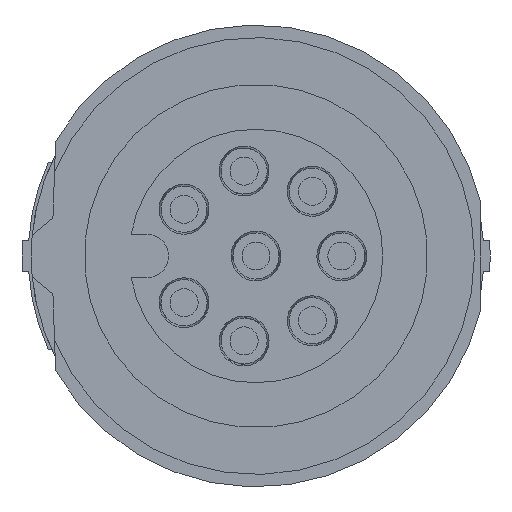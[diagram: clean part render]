
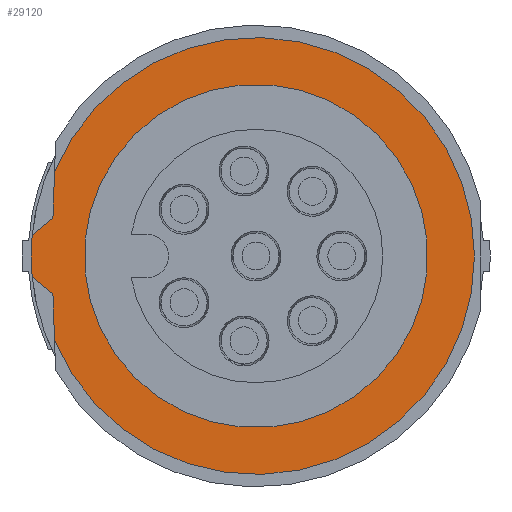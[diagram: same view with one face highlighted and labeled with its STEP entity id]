
A CAD part, left-side view. The second image highlights one B-rep face of the part: STEP entity #29120.
In plain terms, the highlighted planar face has unit normal (-1, 0, 0).
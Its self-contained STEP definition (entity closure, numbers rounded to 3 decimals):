
#25740=CARTESIAN_POINT('',(-43.21,7.2,
0.));
#25750=VERTEX_POINT('',#25740);
#25780=CARTESIAN_POINT('',(-43.21,0.,
0.));
#25790=DIRECTION('',(1.,0.,0.));
#25800=DIRECTION('',(0.,1.,0.));
#25810=AXIS2_PLACEMENT_3D('',#25780,#25790,#25800);
#25820=CIRCLE('',#25810,7.2);
#25830=CARTESIAN_POINT('',(-43.21,7.168,
-0.675));
#25840=VERTEX_POINT('',#25830);
#25850=EDGE_CURVE('',#25840,#25750,#25820,.T.);
#28200=CARTESIAN_POINT('',(-43.21,6.455,
2.708));
#28210=VERTEX_POINT('',#28200);
#28240=CARTESIAN_POINT('',(-43.21,6.081,
13.419));
#28250=DIRECTION('',(0.,0.035,
-0.999));
#28260=VECTOR('',#28250,1.);
#28270=LINE('',#28240,#28260);
#28280=CARTESIAN_POINT('',(-43.21,6.507,
1.21));
#28290=VERTEX_POINT('',#28280);
#28300=EDGE_CURVE('',#28210,#28290,#28270,.T.);
#28550=CARTESIAN_POINT('',(-43.21,4.446,
4.393));
#28560=DIRECTION('',(-1.,0.,0.));
#28570=DIRECTION('',(0.,-0.711,
-0.703));
#28580=AXIS2_PLACEMENT_3D('',#28550,#28560,#28570);
#28590=PLANE('',#28580);
#28600=CARTESIAN_POINT('',(-43.21,0.,
0.));
#28610=DIRECTION('',(-1.,0.,0.));
#28620=DIRECTION('',(0.,0.707,
-0.707));
#28630=AXIS2_PLACEMENT_3D('',#28600,#28610,#28620);
#28640=CIRCLE('',#28630,5.5);
#28650=CARTESIAN_POINT('',(-43.21,3.889,
-3.889));
#28660=VERTEX_POINT('',#28650);
#28670=CARTESIAN_POINT('',(-43.21,-3.889,
3.889));
#28680=VERTEX_POINT('',#28670);
#28690=EDGE_CURVE('',#28660,#28680,#28640,.T.);
#28700=ORIENTED_EDGE('',*,*,#28690,.F.);
#28710=EDGE_CURVE('',#28680,#28660,#28640,.T.);
#28720=ORIENTED_EDGE('',*,*,#28710,.F.);
#28730=EDGE_LOOP('',(#28720,#28700));
#28740=FACE_BOUND('',#28730,.T.);
#28750=ORIENTED_EDGE('',*,*,#25850,.F.);
#28760=CARTESIAN_POINT('',(-43.21,7.168,
0.675));
#28770=VERTEX_POINT('',#28760);
#28780=EDGE_CURVE('',#25750,#28770,#25820,.T.);
#28790=ORIENTED_EDGE('',*,*,#28780,.F.);
#28800=CARTESIAN_POINT('',(-43.21,-0.475,
6.864));
#28810=DIRECTION('',(0.,0.777,
-0.629));
#28820=VECTOR('',#28810,1.);
#28830=LINE('',#28800,#28820);
#28840=EDGE_CURVE('',#28290,#28770,#28830,.T.);
#28850=ORIENTED_EDGE('',*,*,#28840,.T.);
#28860=ORIENTED_EDGE('',*,*,#28300,.T.);
#28870=CARTESIAN_POINT('',(-43.21,0.,
0.));
#28880=DIRECTION('',(-1.,0.,0.));
#28890=DIRECTION('',(0.,0.707,
0.707));
#28900=AXIS2_PLACEMENT_3D('',#28870,#28880,#28890);
#28910=CIRCLE('',#28900,7.);
#28920=CARTESIAN_POINT('',(-43.21,6.455,
-2.708));
#28930=VERTEX_POINT('',#28920);
#28940=EDGE_CURVE('',#28930,#28210,#28910,.T.);
#28950=ORIENTED_EDGE('',*,*,#28940,.T.);
#28960=CARTESIAN_POINT('',(-43.21,6.452,
-2.782));
#28970=DIRECTION('',(0.,-0.035,
-0.999));
#28980=VECTOR('',#28970,1.);
#28990=LINE('',#28960,#28980);
#29000=CARTESIAN_POINT('',(-43.21,6.507,
-1.21));
#29010=VERTEX_POINT('',#29000);
#29020=EDGE_CURVE('',#29010,#28930,#28990,.T.);
#29030=ORIENTED_EDGE('',*,*,#29020,.T.);
#29040=CARTESIAN_POINT('',(-43.21,5.608,
-1.938));
#29050=DIRECTION('',(0.,-0.777,
-0.629));
#29060=VECTOR('',#29050,1.);
#29070=LINE('',#29040,#29060);
#29080=EDGE_CURVE('',#25840,#29010,#29070,.T.);
#29090=ORIENTED_EDGE('',*,*,#29080,.T.);
#29100=EDGE_LOOP('',(#29090,#29030,#28950,#28860,#28850,#28790,#28750));
#29110=FACE_OUTER_BOUND('',#29100,.T.);
#29120=ADVANCED_FACE('',(#28740,#29110),#28590,.T.);
